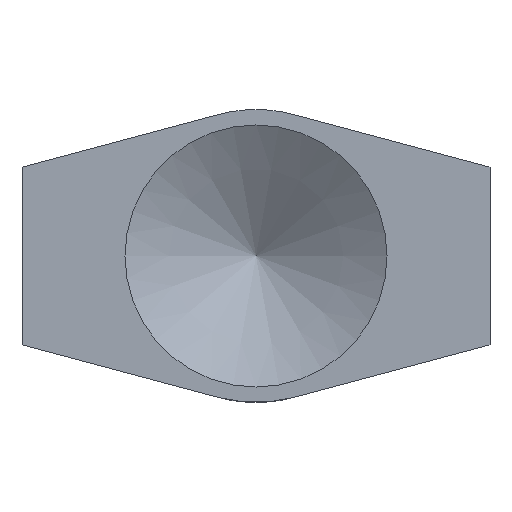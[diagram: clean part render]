
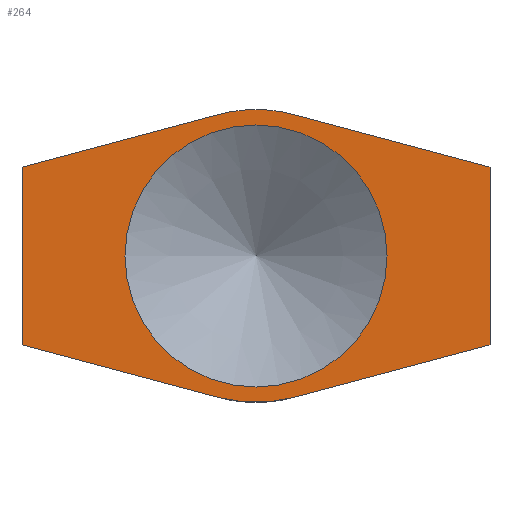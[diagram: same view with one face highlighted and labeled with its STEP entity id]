
A CAD part, left-side view. The second image highlights one B-rep face of the part: STEP entity #264.
In plain terms, the highlighted planar face has unit normal (-1, 0, 0).
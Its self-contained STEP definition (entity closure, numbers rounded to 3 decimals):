
#15=FACE_BOUND('',#54,.T.);
#23=PLANE('',#296);
#38=FACE_OUTER_BOUND('',#53,.T.);
#53=EDGE_LOOP('',(#216,#217,#218,#219,#220,#221,#222,#223,#224));
#54=EDGE_LOOP('',(#225));
#66=LINE('',#412,#91);
#68=LINE('',#416,#93);
#72=LINE('',#425,#97);
#75=LINE('',#431,#100);
#78=LINE('',#437,#103);
#81=LINE('',#442,#106);
#91=VECTOR('',#332,10.);
#93=VECTOR('',#336,10.);
#97=VECTOR('',#342,10.);
#100=VECTOR('',#347,10.);
#103=VECTOR('',#352,10.);
#106=VECTOR('',#357,10.);
#111=CIRCLE('',#287,14.);
#113=CIRCLE('',#297,15.65);
#114=CIRCLE('',#298,15.65);
#115=CIRCLE('',#299,15.65);
#123=VERTEX_POINT('',#396);
#128=VERTEX_POINT('',#409);
#129=VERTEX_POINT('',#411);
#130=VERTEX_POINT('',#415);
#133=VERTEX_POINT('',#422);
#134=VERTEX_POINT('',#424);
#136=VERTEX_POINT('',#430);
#138=VERTEX_POINT('',#436);
#139=VERTEX_POINT('',#440);
#140=VERTEX_POINT('',#444);
#147=EDGE_CURVE('',#123,#123,#111,.T.);
#154=EDGE_CURVE('',#129,#128,#66,.T.);
#156=EDGE_CURVE('',#130,#129,#68,.T.);
#160=EDGE_CURVE('',#134,#133,#72,.T.);
#163=EDGE_CURVE('',#136,#134,#75,.T.);
#166=EDGE_CURVE('',#138,#136,#78,.T.);
#169=EDGE_CURVE('',#128,#139,#81,.T.);
#170=EDGE_CURVE('',#139,#140,#113,.T.);
#171=EDGE_CURVE('',#140,#138,#114,.T.);
#172=EDGE_CURVE('',#133,#130,#115,.T.);
#216=ORIENTED_EDGE('',*,*,#169,.T.);
#217=ORIENTED_EDGE('',*,*,#170,.T.);
#218=ORIENTED_EDGE('',*,*,#171,.T.);
#219=ORIENTED_EDGE('',*,*,#166,.T.);
#220=ORIENTED_EDGE('',*,*,#163,.T.);
#221=ORIENTED_EDGE('',*,*,#160,.T.);
#222=ORIENTED_EDGE('',*,*,#172,.T.);
#223=ORIENTED_EDGE('',*,*,#156,.T.);
#224=ORIENTED_EDGE('',*,*,#154,.T.);
#225=ORIENTED_EDGE('',*,*,#147,.T.);
#264=ADVANCED_FACE('',(#38,#15),#23,.T.);
#287=AXIS2_PLACEMENT_3D('',#397,#319,#320);
#296=AXIS2_PLACEMENT_3D('',#443,#358,#359);
#297=AXIS2_PLACEMENT_3D('',#445,#360,#361);
#298=AXIS2_PLACEMENT_3D('',#446,#362,#363);
#299=AXIS2_PLACEMENT_3D('',#447,#364,#365);
#319=DIRECTION('center_axis',(1.,0.,0.));
#320=DIRECTION('ref_axis',(0.,-1.,0.));
#332=DIRECTION('',(0.,0.,1.));
#336=DIRECTION('',(0.,-0.966,0.259));
#342=DIRECTION('',(0.,-0.966,-0.259));
#347=DIRECTION('',(0.,0.,-1.));
#352=DIRECTION('',(0.,0.966,-0.259));
#357=DIRECTION('',(0.,0.966,0.259));
#358=DIRECTION('center_axis',(-1.,0.,0.));
#359=DIRECTION('ref_axis',(0.,-1.,0.));
#360=DIRECTION('center_axis',(-1.,0.,0.));
#361=DIRECTION('ref_axis',(0.,-0.259,0.966));
#362=DIRECTION('center_axis',(-1.,0.,0.));
#363=DIRECTION('ref_axis',(0.,-0.259,0.966));
#364=DIRECTION('center_axis',(-1.,0.,0.));
#365=DIRECTION('ref_axis',(0.,0.259,-0.966));
#396=CARTESIAN_POINT('',(-3.,14.,0.));
#397=CARTESIAN_POINT('Origin',(-3.,0.,0.));
#409=CARTESIAN_POINT('',(-3.,-25.,9.5));
#411=CARTESIAN_POINT('',(-3.,-25.,-9.5));
#412=CARTESIAN_POINT('',(-3.,-25.,9.5));
#415=CARTESIAN_POINT('',(-3.,-4.053,-15.116));
#416=CARTESIAN_POINT('',(-3.,-25.,-9.5));
#422=CARTESIAN_POINT('',(-3.,4.053,-15.116));
#424=CARTESIAN_POINT('',(-3.,25.,-9.5));
#425=CARTESIAN_POINT('',(-3.,25.,-9.5));
#430=CARTESIAN_POINT('',(-3.,25.,9.5));
#431=CARTESIAN_POINT('',(-3.,25.,-9.5));
#436=CARTESIAN_POINT('',(-3.,4.053,15.116));
#437=CARTESIAN_POINT('',(-3.,25.,9.5));
#440=CARTESIAN_POINT('',(-3.,-4.053,15.116));
#442=CARTESIAN_POINT('',(-3.,-25.,9.5));
#443=CARTESIAN_POINT('Origin',(-3.,0.,0.));
#444=CARTESIAN_POINT('',(-3.,0.,15.65));
#445=CARTESIAN_POINT('Origin',(-3.,0.,0.));
#446=CARTESIAN_POINT('Origin',(-3.,0.,0.));
#447=CARTESIAN_POINT('Origin',(-3.,0.,0.));
